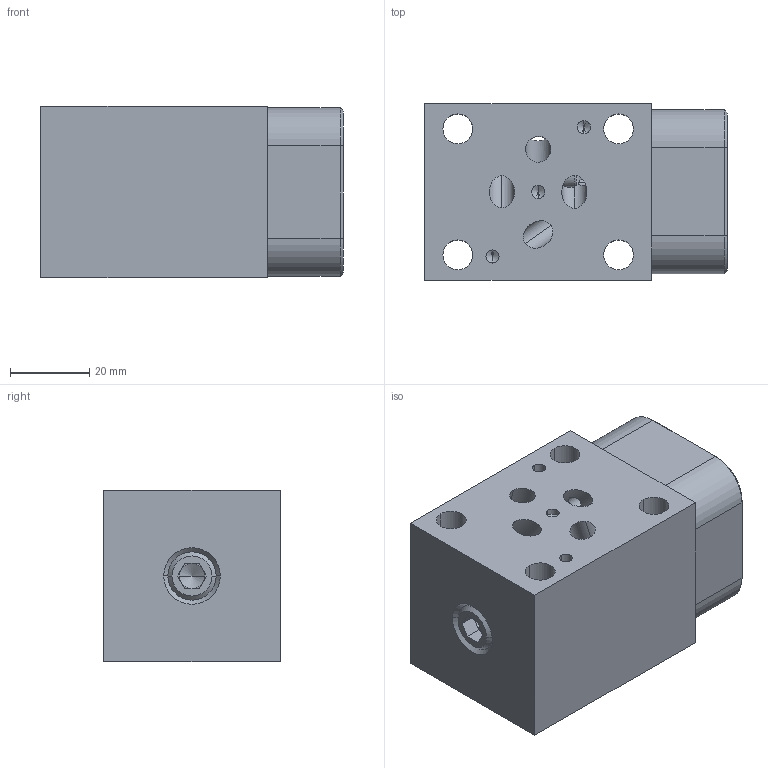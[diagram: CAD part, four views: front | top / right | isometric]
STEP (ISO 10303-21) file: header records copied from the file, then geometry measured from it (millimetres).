
FILE_DESCRIPTION((''),'2;1');
FILE_NAME('EBK_PRT','2013-05-09T',('Administrator'),(''),'PRO/ENGINEER BY PARAMETRIC TECHNOLOGY CORPORATION, 2006240','PRO/ENGINEER BY PARAMETRIC TECHNOLOGY CORPORATION, 2006240','');
FILE_SCHEMA(('CONFIG_CONTROL_DESIGN'));
Length unit declared in the file: inch
Products named in the file (1): EBK_PRT
Bounding box: 76.2 x 44.45 x 43.18 mm (x, y, z)
Volume: 108477.3 mm3; surface area: 28680.8 mm2
Topology: 1 solids, 1 shells, 147 faces, 377 edges, 228 vertices
Faces by surface type: cylinder 65, cone 39, plane 32, sphere 7, torus 4
Entity records: 6094 total; most frequent: CARTESIAN_POINT 2519, DIRECTION 742, ORIENTED_EDGE 726, EDGE_CURVE 363, AXIS2_PLACEMENT_3D 289, VERTEX_POINT 228, EDGE_LOOP 179, VECTOR 164
